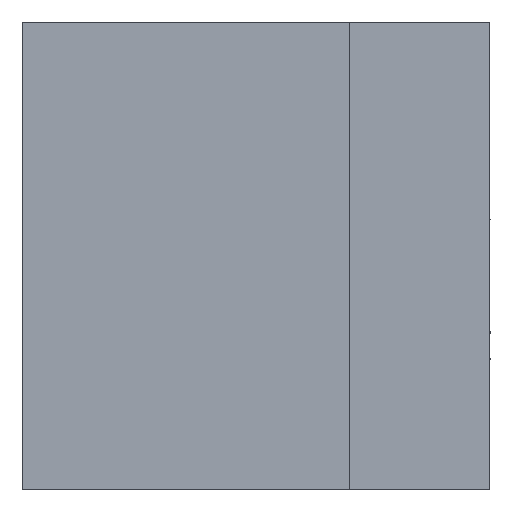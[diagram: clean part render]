
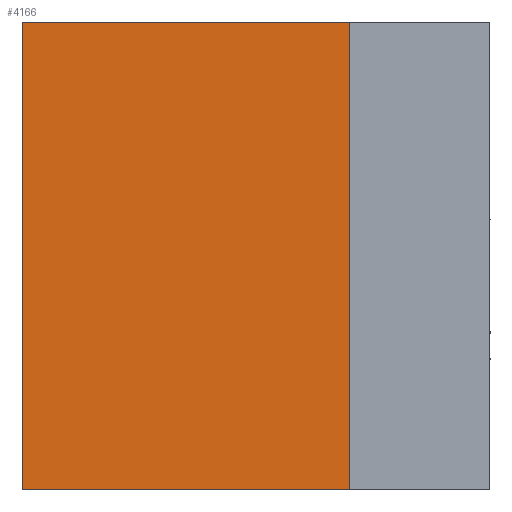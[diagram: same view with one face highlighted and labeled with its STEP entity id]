
A CAD part, left-side view. The second image highlights one B-rep face of the part: STEP entity #4166.
In plain terms, the highlighted planar face has unit normal (-1, 0, 0).
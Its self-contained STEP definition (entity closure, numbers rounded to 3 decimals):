
#758 = ORIENTED_EDGE ( 'NONE', *, *, #1520, .T. ) ;
#789 = ORIENTED_EDGE ( 'NONE', *, *, #1607, .F. ) ;
#791 = ORIENTED_EDGE ( 'NONE', *, *, #1611, .T. ) ;
#792 = ORIENTED_EDGE ( 'NONE', *, *, #1606, .F. ) ;
#1113 = CARTESIAN_POINT ( 'NONE',  ( -0.4, 0.25, -0.25 ) ) ;
#1217 = CARTESIAN_POINT ( 'NONE',  ( -0.4, 0.25, 0.25 ) ) ;
#1236 = CARTESIAN_POINT ( 'NONE',  ( -0.4, -0.1, 0.25 ) ) ;
#1283 = CARTESIAN_POINT ( 'NONE',  ( -0.4, -0.1, -0.25 ) ) ;
#1520 = EDGE_CURVE ( 'NONE', #6978, #7604, #11319, .T. ) ;
#1606 = EDGE_CURVE ( 'NONE', #7442, #7604, #5945, .T. ) ;
#1607 = EDGE_CURVE ( 'NONE', #7388, #7442, #5948, .T. ) ;
#1611 = EDGE_CURVE ( 'NONE', #7388, #6978, #5960, .T. ) ;
#2700 = FACE_OUTER_BOUND ( 'NONE', #7253, .T. ) ;
#2706 = AXIS2_PLACEMENT_3D ( 'NONE', #8318, #8319, #8320 ) ;
#3257 = VECTOR ( 'NONE', #5962, 1000. ) ;
#4166 = ADVANCED_FACE ( 'NONE', ( #2700 ), #8317, .F. ) ;
#5945 = LINE ( 'NONE', #5946, #6354 ) ;
#5946 = CARTESIAN_POINT ( 'NONE',  ( -0.4, -0.1, 0.25 ) ) ;
#5947 = DIRECTION ( 'NONE',  ( 0., 0., -1. ) ) ;
#5948 = LINE ( 'NONE', #5949, #6355 ) ;
#5949 = CARTESIAN_POINT ( 'NONE',  ( -0.4, -1.011, 0.25 ) ) ;
#5950 = DIRECTION ( 'NONE',  ( 0., -1., 0. ) ) ;
#5960 = LINE ( 'NONE', #5961, #3257 ) ;
#5961 = CARTESIAN_POINT ( 'NONE',  ( -0.4, 0.25, 0.25 ) ) ;
#5962 = DIRECTION ( 'NONE',  ( 0., 0., -1. ) ) ;
#6354 = VECTOR ( 'NONE', #5947, 1000. ) ;
#6355 = VECTOR ( 'NONE', #5950, 1000. ) ;
#6978 = VERTEX_POINT ( 'NONE', #1113 ) ;
#7253 = EDGE_LOOP ( 'NONE', ( #758, #792, #789, #791 ) ) ;
#7388 = VERTEX_POINT ( 'NONE', #1217 ) ;
#7442 = VERTEX_POINT ( 'NONE', #1236 ) ;
#7604 = VERTEX_POINT ( 'NONE', #1283 ) ;
#8317 = PLANE ( 'NONE',  #2706 ) ;
#8318 = CARTESIAN_POINT ( 'NONE',  ( -0.4, -1.011, 0.25 ) ) ;
#8319 = DIRECTION ( 'NONE',  ( 1., 0., 0. ) ) ;
#8320 = DIRECTION ( 'NONE',  ( 0., 0., -1. ) ) ;
#10537 = VECTOR ( 'NONE', #11321, 1000. ) ;
#11319 = LINE ( 'NONE', #11320, #10537 ) ;
#11320 = CARTESIAN_POINT ( 'NONE',  ( -0.4, -1.011, -0.25 ) ) ;
#11321 = DIRECTION ( 'NONE',  ( 0., -1., 0. ) ) ;
